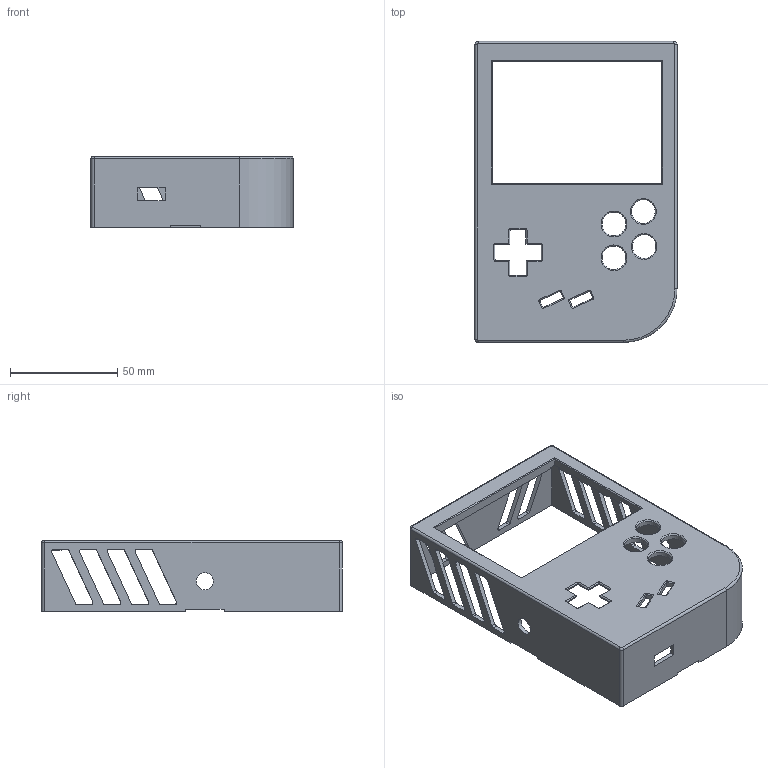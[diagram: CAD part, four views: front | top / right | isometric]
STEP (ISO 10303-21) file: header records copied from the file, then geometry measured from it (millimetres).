
FILE_DESCRIPTION(/* description */ (''),/* implementation_level */ '2;1');
FILE_NAME(/* name */ 'Top_Shell.step',/* time_stamp */ '2025-07-10T21:45:05+12:00',/* author */ (''),/* organization */ (''),/* preprocessor_version */ 'ST-DEVELOPER v20.1',/* originating_system */ 'Autodesk Translation Framework v14.10.0.0',/* authorisation */ '');
FILE_SCHEMA (('AUTOMOTIVE_DESIGN { 1 0 10303 214 3 1 1 }'));
Length unit declared in the file: millimetre
Products named in the file (1): Front
Bounding box: 94.29 x 140.38 x 33 mm (x, y, z)
Volume: 43549.5 mm3; surface area: 41665.9 mm2
Topology: 1 solids, 1 shells, 242 faces, 704 edges, 452 vertices
Faces by surface type: plane 138, cylinder 80, cone 20, bspline 3, torus 1
Full cylindrical faces by diameter (mm): 7.991 x1, 7.997 x1, 11 x4, 26.5 x1
Entity records: 8083 total; most frequent: CARTESIAN_POINT 1423, ORIENTED_EDGE 1408, DIRECTION 1378, EDGE_CURVE 704, LINE 510, VECTOR 510, VERTEX_POINT 452, AXIS2_PLACEMENT_3D 434
